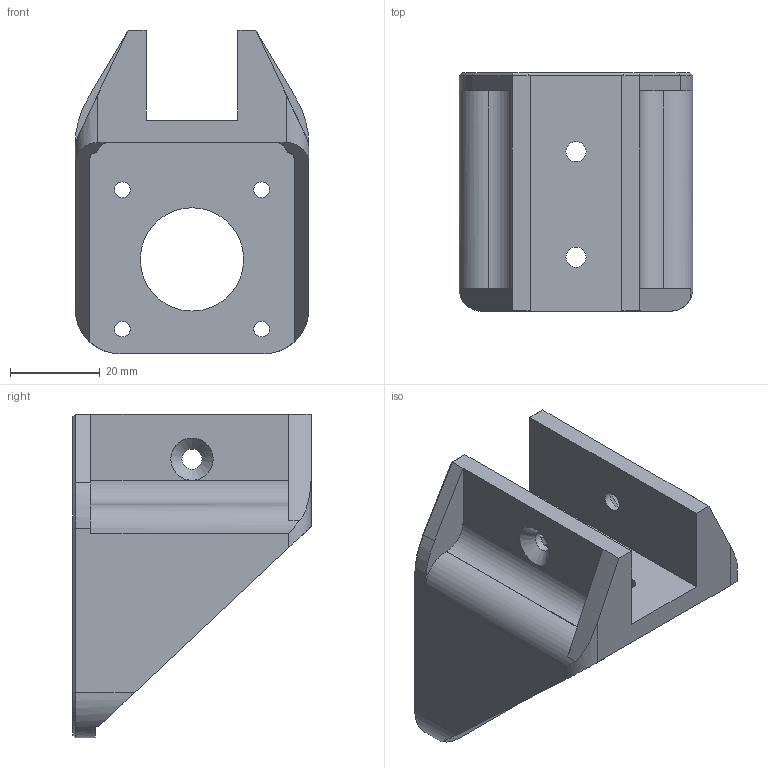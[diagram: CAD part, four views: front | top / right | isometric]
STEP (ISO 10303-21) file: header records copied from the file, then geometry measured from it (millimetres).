
FILE_DESCRIPTION(/* description */ (''),/* implementation_level */ '2;1');
FILE_NAME(/* name */ 'Nema17Mount.step',/* time_stamp */ '2021-01-01T13:50:01+01:00',/* author */ (''),/* organization */ (''),/* preprocessor_version */ 'ST-DEVELOPER v18.1',/* originating_system */ 'Autodesk Translation Framework v9.7.1.1290',/* authorisation */ '');
FILE_SCHEMA (('AUTOMOTIVE_DESIGN { 1 0 10303 214 3 1 1 }'));
Length unit declared in the file: millimetre
Products named in the file (2): Motor Braket; Bracket centered
Assembly tree (1 placements, depth 2):
  Motor Braket
    Bracket centered
Bounding box: 52 x 53 x 72 mm (x, y, z)
Volume: 40342 mm3; surface area: 20090.5 mm2
Topology: 1 solids, 1 shells, 81 faces, 204 edges, 125 vertices
Faces by surface type: plane 38, cylinder 26, cone 17
Full cylindrical faces by diameter (mm): 3.5 x4, 4.5 x4, 23 x1
Entity records: 2500 total; most frequent: DIRECTION 441, CARTESIAN_POINT 423, ORIENTED_EDGE 408, EDGE_CURVE 204, AXIS2_PLACEMENT_3D 155, LINE 131, VECTOR 131, VERTEX_POINT 125
